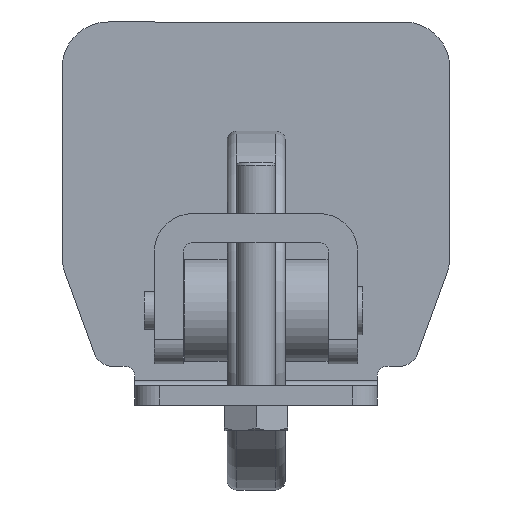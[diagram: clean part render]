
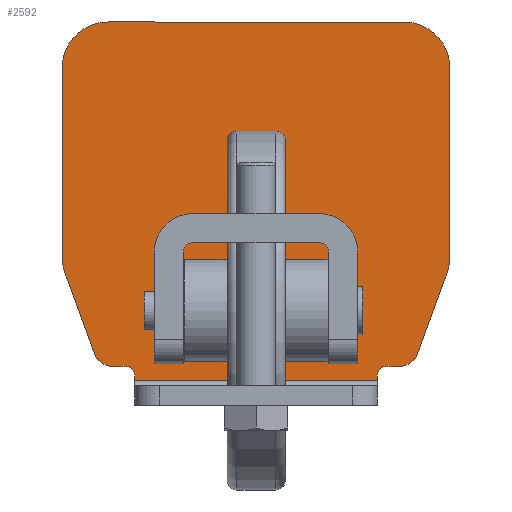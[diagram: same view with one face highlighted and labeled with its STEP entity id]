
A CAD part, front view. The second image highlights one B-rep face of the part: STEP entity #2592.
In plain terms, the highlighted face is planar.
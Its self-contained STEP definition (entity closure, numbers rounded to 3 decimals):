
#247=PLANE('',#3021);
#365=FACE_OUTER_BOUND('',#530,.T.);
#530=EDGE_LOOP('',(#2294,#2295,#2296,#2297,#2298,#2299,#2300,#2301,#2302,
#2303,#2304,#2305,#2306,#2307,#2308,#2309,#2310,#2311));
#648=LINE('',#5143,#790);
#656=LINE('',#5171,#798);
#660=LINE('',#5185,#802);
#667=LINE('',#5203,#809);
#676=LINE('',#5233,#818);
#679=LINE('',#5241,#821);
#682=LINE('',#5252,#824);
#686=LINE('',#5263,#828);
#690=LINE('',#5275,#832);
#691=LINE('',#5277,#833);
#790=VECTOR('',#3575,10.);
#798=VECTOR('',#3601,10.);
#802=VECTOR('',#3615,10.);
#809=VECTOR('',#3630,10.);
#818=VECTOR('',#3659,10.);
#821=VECTOR('',#3668,10.);
#824=VECTOR('',#3681,10.);
#828=VECTOR('',#3695,10.);
#832=VECTOR('',#3711,10.);
#833=VECTOR('',#3714,10.);
#988=CIRCLE('',#2984,2.);
#990=CIRCLE('',#2988,9.5);
#998=CIRCLE('',#2999,2.);
#999=CIRCLE('',#3002,9.5);
#1000=CIRCLE('',#3005,4.);
#1001=CIRCLE('',#3007,9.5);
#1002=CIRCLE('',#3010,4.);
#1003=CIRCLE('',#3012,9.5);
#1217=VERTEX_POINT('',#5140);
#1218=VERTEX_POINT('',#5142);
#1228=VERTEX_POINT('',#5168);
#1229=VERTEX_POINT('',#5170);
#1232=VERTEX_POINT('',#5178);
#1234=VERTEX_POINT('',#5184);
#1236=VERTEX_POINT('',#5190);
#1237=VERTEX_POINT('',#5191);
#1241=VERTEX_POINT('',#5201);
#1251=VERTEX_POINT('',#5227);
#1252=VERTEX_POINT('',#5231);
#1253=VERTEX_POINT('',#5235);
#1254=VERTEX_POINT('',#5239);
#1255=VERTEX_POINT('',#5245);
#1256=VERTEX_POINT('',#5246);
#1257=VERTEX_POINT('',#5251);
#1258=VERTEX_POINT('',#5257);
#1259=VERTEX_POINT('',#5258);
#1554=EDGE_CURVE('',#1218,#1217,#648,.T.);
#1568=EDGE_CURVE('',#1228,#1229,#656,.T.);
#1572=EDGE_CURVE('',#1229,#1232,#988,.T.);
#1575=EDGE_CURVE('',#1232,#1234,#660,.T.);
#1578=EDGE_CURVE('',#1236,#1237,#990,.T.);
#1584=EDGE_CURVE('',#1241,#1236,#667,.T.);
#1598=EDGE_CURVE('',#1251,#1217,#998,.T.);
#1600=EDGE_CURVE('',#1252,#1251,#676,.T.);
#1601=EDGE_CURVE('',#1253,#1241,#999,.T.);
#1604=EDGE_CURVE('',#1254,#1253,#679,.T.);
#1605=EDGE_CURVE('',#1234,#1254,#1000,.T.);
#1606=EDGE_CURVE('',#1255,#1256,#1001,.T.);
#1609=EDGE_CURVE('',#1256,#1257,#682,.T.);
#1611=EDGE_CURVE('',#1257,#1252,#1002,.T.);
#1612=EDGE_CURVE('',#1258,#1259,#1003,.T.);
#1615=EDGE_CURVE('',#1259,#1255,#686,.T.);
#1621=EDGE_CURVE('',#1228,#1218,#690,.T.);
#1622=EDGE_CURVE('',#1237,#1258,#691,.T.);
#2294=ORIENTED_EDGE('',*,*,#1578,.F.);
#2295=ORIENTED_EDGE('',*,*,#1584,.F.);
#2296=ORIENTED_EDGE('',*,*,#1601,.F.);
#2297=ORIENTED_EDGE('',*,*,#1604,.F.);
#2298=ORIENTED_EDGE('',*,*,#1605,.F.);
#2299=ORIENTED_EDGE('',*,*,#1575,.F.);
#2300=ORIENTED_EDGE('',*,*,#1572,.F.);
#2301=ORIENTED_EDGE('',*,*,#1568,.F.);
#2302=ORIENTED_EDGE('',*,*,#1621,.T.);
#2303=ORIENTED_EDGE('',*,*,#1554,.T.);
#2304=ORIENTED_EDGE('',*,*,#1598,.F.);
#2305=ORIENTED_EDGE('',*,*,#1600,.F.);
#2306=ORIENTED_EDGE('',*,*,#1611,.F.);
#2307=ORIENTED_EDGE('',*,*,#1609,.F.);
#2308=ORIENTED_EDGE('',*,*,#1606,.F.);
#2309=ORIENTED_EDGE('',*,*,#1615,.F.);
#2310=ORIENTED_EDGE('',*,*,#1612,.F.);
#2311=ORIENTED_EDGE('',*,*,#1622,.F.);
#2592=ADVANCED_FACE('',(#365),#247,.T.);
#2984=AXIS2_PLACEMENT_3D('',#5179,#3608,#3609);
#2988=AXIS2_PLACEMENT_3D('',#5192,#3620,#3621);
#2999=AXIS2_PLACEMENT_3D('',#5229,#3654,#3655);
#3002=AXIS2_PLACEMENT_3D('',#5236,#3662,#3663);
#3005=AXIS2_PLACEMENT_3D('',#5243,#3671,#3672);
#3007=AXIS2_PLACEMENT_3D('',#5247,#3675,#3676);
#3010=AXIS2_PLACEMENT_3D('',#5255,#3685,#3686);
#3012=AXIS2_PLACEMENT_3D('',#5259,#3689,#3690);
#3021=AXIS2_PLACEMENT_3D('',#5278,#3715,#3716);
#3575=DIRECTION('',(0.,0.,1.));
#3601=DIRECTION('',(0.,0.,1.));
#3608=DIRECTION('center_axis',(1.,0.,0.));
#3609=DIRECTION('ref_axis',(0.,0.707,0.707));
#3615=DIRECTION('',(0.,-1.,0.));
#3620=DIRECTION('center_axis',(-1.,0.,0.));
#3621=DIRECTION('ref_axis',(0.,-0.707,0.707));
#3630=DIRECTION('',(0.,0.,1.));
#3654=DIRECTION('center_axis',(1.,0.,0.));
#3655=DIRECTION('ref_axis',(0.,-0.707,0.707));
#3659=DIRECTION('',(0.,-1.,0.));
#3662=DIRECTION('center_axis',(-1.,0.,0.));
#3663=DIRECTION('ref_axis',(0.,-0.985,-0.174));
#3668=DIRECTION('',(0.,-0.342,0.94));
#3671=DIRECTION('center_axis',(-1.,0.,0.));
#3672=DIRECTION('ref_axis',(0.,-0.574,-0.819));
#3675=DIRECTION('center_axis',(-1.,0.,0.));
#3676=DIRECTION('ref_axis',(0.,0.985,-0.174));
#3681=DIRECTION('',(0.,-0.342,-0.94));
#3685=DIRECTION('center_axis',(-1.,0.,0.));
#3686=DIRECTION('ref_axis',(0.,0.574,-0.819));
#3689=DIRECTION('center_axis',(-1.,0.,0.));
#3690=DIRECTION('ref_axis',(0.,0.707,0.707));
#3695=DIRECTION('',(0.,0.,-1.));
#3711=DIRECTION('',(0.,1.,0.));
#3714=DIRECTION('',(0.,1.,0.));
#3715=DIRECTION('center_axis',(1.,0.,0.));
#3716=DIRECTION('ref_axis',(0.,0.,-1.));
#5140=CARTESIAN_POINT('',(-14.32,25.,4.188));
#5142=CARTESIAN_POINT('',(-14.32,25.,3.188));
#5143=CARTESIAN_POINT('',(-14.32,25.,2.188));
#5168=CARTESIAN_POINT('',(-14.32,-25.,3.188));
#5170=CARTESIAN_POINT('',(-14.32,-25.,4.188));
#5171=CARTESIAN_POINT('',(-14.32,-25.,2.188));
#5178=CARTESIAN_POINT('',(-14.32,-27.,6.188));
#5179=CARTESIAN_POINT('Origin',(-14.32,-27.,4.188));
#5184=CARTESIAN_POINT('',(-14.32,-29.556,6.188));
#5185=CARTESIAN_POINT('',(-14.32,32.357,6.188));
#5190=CARTESIAN_POINT('',(-14.32,-40.,67.688));
#5191=CARTESIAN_POINT('',(-14.32,-30.5,77.188));
#5192=CARTESIAN_POINT('Origin',(-14.32,-30.5,67.688));
#5201=CARTESIAN_POINT('',(-14.32,-40.,28.863));
#5203=CARTESIAN_POINT('',(-14.32,-40.,27.188));
#5227=CARTESIAN_POINT('',(-14.32,27.,6.188));
#5229=CARTESIAN_POINT('Origin',(-14.32,27.,4.188));
#5231=CARTESIAN_POINT('',(-14.32,29.556,6.188));
#5233=CARTESIAN_POINT('',(-14.32,32.357,6.188));
#5235=CARTESIAN_POINT('',(-14.32,-39.427,25.614));
#5236=CARTESIAN_POINT('Origin',(-14.32,-30.5,28.863));
#5239=CARTESIAN_POINT('',(-14.32,-33.315,8.82));
#5241=CARTESIAN_POINT('',(-14.32,-32.357,6.188));
#5243=CARTESIAN_POINT('Origin',(-14.32,-29.556,10.188));
#5245=CARTESIAN_POINT('',(-14.32,40.,28.863));
#5246=CARTESIAN_POINT('',(-14.32,39.427,25.614));
#5247=CARTESIAN_POINT('Origin',(-14.32,30.5,28.863));
#5251=CARTESIAN_POINT('',(-14.32,33.315,8.82));
#5252=CARTESIAN_POINT('',(-14.32,40.,27.188));
#5255=CARTESIAN_POINT('Origin',(-14.32,29.556,10.188));
#5257=CARTESIAN_POINT('',(-14.32,30.5,77.188));
#5258=CARTESIAN_POINT('',(-14.32,40.,67.688));
#5259=CARTESIAN_POINT('Origin',(-14.32,30.5,67.688));
#5263=CARTESIAN_POINT('',(-14.32,40.,77.188));
#5275=CARTESIAN_POINT('',(-14.32,-12.5,3.188));
#5277=CARTESIAN_POINT('',(-14.32,-40.,77.188));
#5278=CARTESIAN_POINT('Origin',(-14.32,-25.,2.188));
